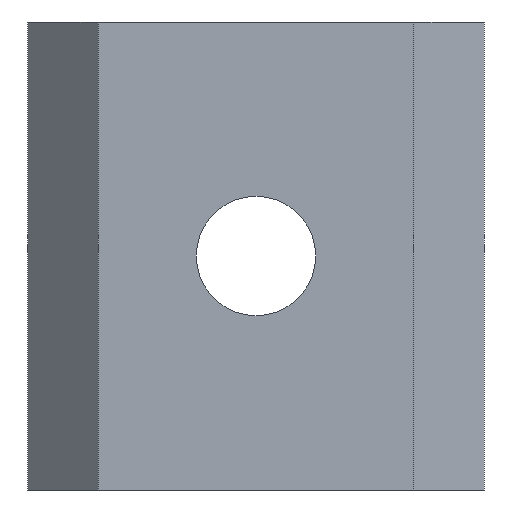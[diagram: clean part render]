
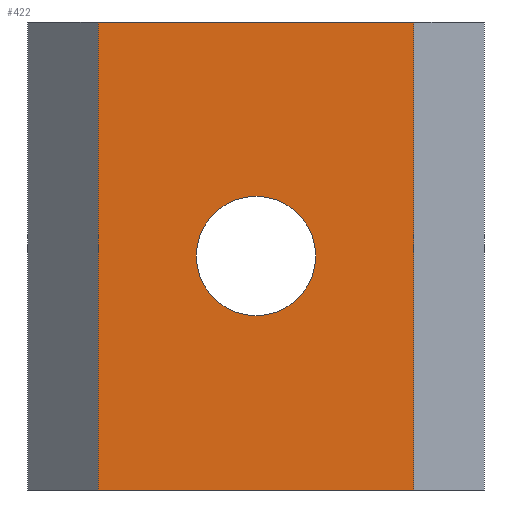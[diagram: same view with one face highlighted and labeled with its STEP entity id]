
A CAD part, front view. The second image highlights one B-rep face of the part: STEP entity #422.
In plain terms, the highlighted planar face has unit normal (0, -1, 0).
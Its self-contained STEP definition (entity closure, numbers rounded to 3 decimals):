
#3 = CARTESIAN_POINT ( 'NONE',  ( 6.584, -10.6, 0. ) ) ;
#17 = DIRECTION ( 'NONE',  ( 1., 0., 0. ) ) ;
#18 = VECTOR ( 'NONE', #281, 1000. ) ;
#24 = LINE ( 'NONE', #430, #254 ) ;
#32 = VERTEX_POINT ( 'NONE', #52 ) ;
#43 = EDGE_CURVE ( 'NONE', #32, #318, #95, .T. ) ;
#51 = EDGE_CURVE ( 'NONE', #61, #32, #401, .T. ) ;
#52 = CARTESIAN_POINT ( 'NONE',  ( 6.75, -10.6, 0. ) ) ;
#61 = VERTEX_POINT ( 'NONE', #239 ) ;
#63 = CARTESIAN_POINT ( 'NONE',  ( 0., -10.6, 10. ) ) ;
#64 = CARTESIAN_POINT ( 'NONE',  ( 0., -10.6, 7.45 ) ) ;
#69 = AXIS2_PLACEMENT_3D ( 'NONE', #63, #101, #351 ) ;
#82 = DIRECTION ( 'NONE',  ( 0., -1., 0. ) ) ;
#89 = ORIENTED_EDGE ( 'NONE', *, *, #383, .T. ) ;
#92 = CARTESIAN_POINT ( 'NONE',  ( 6.584, -10.6, 0. ) ) ;
#95 = LINE ( 'NONE', #309, #349 ) ;
#96 = EDGE_CURVE ( 'NONE', #156, #282, #110, .T. ) ;
#98 = DIRECTION ( 'NONE',  ( 0., 0., 1. ) ) ;
#101 = DIRECTION ( 'NONE',  ( 0., 1., 0. ) ) ;
#110 = CIRCLE ( 'NONE', #69, 2.55 ) ;
#111 = ORIENTED_EDGE ( 'NONE', *, *, #213, .T. ) ;
#119 = EDGE_CURVE ( 'NONE', #332, #61, #247, .T. ) ;
#123 = ORIENTED_EDGE ( 'NONE', *, *, #51, .T. ) ;
#145 = EDGE_LOOP ( 'NONE', ( #111, #194 ) ) ;
#147 = DIRECTION ( 'NONE',  ( 0., 1., 0. ) ) ;
#152 = CARTESIAN_POINT ( 'NONE',  ( -6.75, -10.6, 20. ) ) ;
#153 = DIRECTION ( 'NONE',  ( 0., 0., -1. ) ) ;
#156 = VERTEX_POINT ( 'NONE', #64 ) ;
#167 = AXIS2_PLACEMENT_3D ( 'NONE', #3, #82, #153 ) ;
#172 = ORIENTED_EDGE ( 'NONE', *, *, #43, .T. ) ;
#180 = FACE_OUTER_BOUND ( 'NONE', #370, .T. ) ;
#194 = ORIENTED_EDGE ( 'NONE', *, *, #96, .T. ) ;
#196 = AXIS2_PLACEMENT_3D ( 'NONE', #328, #147, #393 ) ;
#213 = EDGE_CURVE ( 'NONE', #282, #156, #413, .T. ) ;
#222 = PLANE ( 'NONE',  #167 ) ;
#239 = CARTESIAN_POINT ( 'NONE',  ( -6.75, -10.6, 0. ) ) ;
#247 = LINE ( 'NONE', #455, #18 ) ;
#254 = VECTOR ( 'NONE', #256, 1000. ) ;
#256 = DIRECTION ( 'NONE',  ( -1., 0., 0. ) ) ;
#281 = DIRECTION ( 'NONE',  ( 0., 0., -1. ) ) ;
#282 = VERTEX_POINT ( 'NONE', #285 ) ;
#285 = CARTESIAN_POINT ( 'NONE',  ( 0., -10.6, 12.55 ) ) ;
#309 = CARTESIAN_POINT ( 'NONE',  ( 6.75, -10.6, 0. ) ) ;
#318 = VERTEX_POINT ( 'NONE', #388 ) ;
#328 = CARTESIAN_POINT ( 'NONE',  ( 0., -10.6, 10. ) ) ;
#332 = VERTEX_POINT ( 'NONE', #152 ) ;
#349 = VECTOR ( 'NONE', #98, 1000. ) ;
#351 = DIRECTION ( 'NONE',  ( 0., 0., 1. ) ) ;
#370 = EDGE_LOOP ( 'NONE', ( #394, #123, #172, #89 ) ) ;
#383 = EDGE_CURVE ( 'NONE', #318, #332, #24, .T. ) ;
#386 = VECTOR ( 'NONE', #17, 1000. ) ;
#388 = CARTESIAN_POINT ( 'NONE',  ( 6.75, -10.6, 20. ) ) ;
#393 = DIRECTION ( 'NONE',  ( 0., 0., 1. ) ) ;
#394 = ORIENTED_EDGE ( 'NONE', *, *, #119, .T. ) ;
#401 = LINE ( 'NONE', #92, #386 ) ;
#413 = CIRCLE ( 'NONE', #196, 2.55 ) ;
#422 = ADVANCED_FACE ( 'NONE', ( #449, #180 ), #222, .T. ) ;
#430 = CARTESIAN_POINT ( 'NONE',  ( 6.584, -10.6, 20. ) ) ;
#449 = FACE_BOUND ( 'NONE', #145, .T. ) ;
#455 = CARTESIAN_POINT ( 'NONE',  ( -6.75, -10.6, 0. ) ) ;
